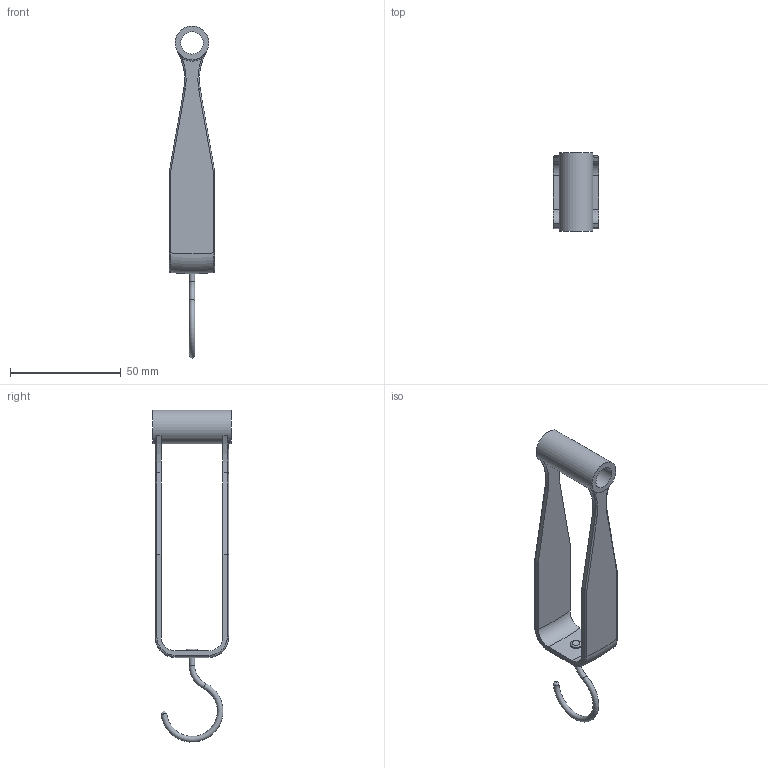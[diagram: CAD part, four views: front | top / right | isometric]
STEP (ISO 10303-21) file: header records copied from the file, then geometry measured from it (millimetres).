
FILE_DESCRIPTION( ( '' ), ' ' );
FILE_NAME( '59d6642b49f3be0f79130fed.step', '2017-10-05T16:56:12', ( '' ), ( '' ), ' ', ' ', ' ' );
FILE_SCHEMA( ( 'AUTOMOTIVE_DESIGN { 1 0 10303 214 1 1 1 1 }' ) );
Length unit declared in the file: metre
Products named in the file (1): Part 1
Bounding box: 20.32 x 35.56 x 149.82 mm (x, y, z)
Volume: 12944.3 mm3; surface area: 11620.5 mm2
Topology: 1 solids, 1 shells, 55 faces, 136 edges, 80 vertices
Faces by surface type: cylinder 20, torus 13, plane 13, bspline 8, sphere 1
Full cylindrical faces by diameter (mm): 2.54 x1, 5.08 x1, 10.16 x1, 15.24 x1
Entity records: 3890 total; most frequent: CARTESIAN_POINT 2242, DIRECTION 248, ORIENTED_EDGE 238, EDGE_CURVE 119, AXIS2_PLACEMENT_3D 103, VERTEX_POINT 77, EDGE_LOOP 68, FACE_OUTER_BOUND 62
